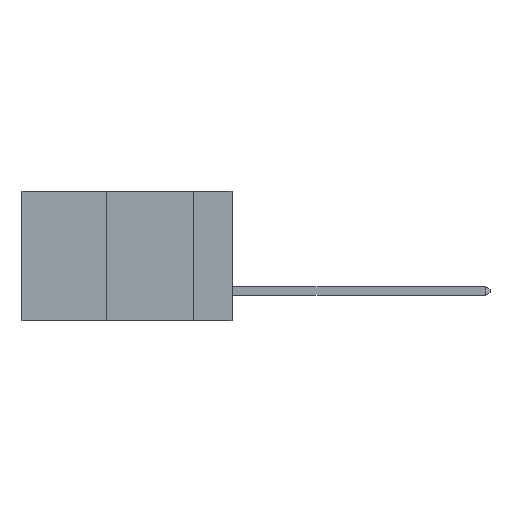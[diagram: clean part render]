
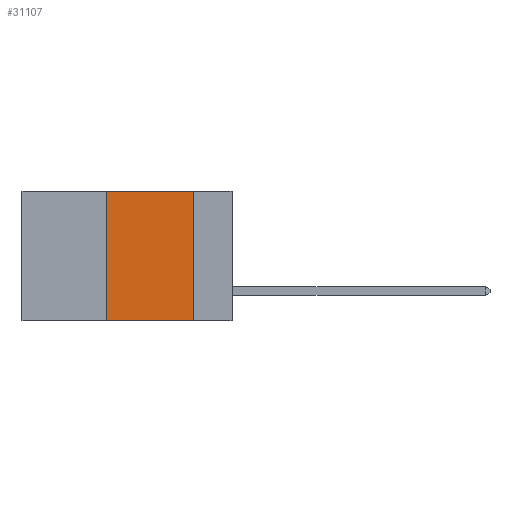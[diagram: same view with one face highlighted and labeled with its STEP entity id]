
A CAD part, left-side view. The second image highlights one B-rep face of the part: STEP entity #31107.
In plain terms, the highlighted planar face has unit normal (-1, 0, 0).
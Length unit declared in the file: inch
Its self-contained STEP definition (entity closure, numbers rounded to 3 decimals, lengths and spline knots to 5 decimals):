
#302 = DIRECTION ( 'NONE',  ( 0., -1., 0. ) ) ;
#563 = FACE_OUTER_BOUND ( 'NONE', #4974, .T. ) ;
#2649 = EDGE_CURVE ( 'NONE', #25180, #9651, #4056, .T. ) ;
#2783 = EDGE_CURVE ( 'NONE', #11323, #8596, #7445, .T. ) ;
#3367 = CARTESIAN_POINT ( 'NONE',  ( 0., 0.36, -0.37 ) ) ;
#4056 = LINE ( 'NONE', #24953, #35752 ) ;
#4974 = EDGE_LOOP ( 'NONE', ( #23885, #28223, #36952, #18424 ) ) ;
#5825 = EDGE_CURVE ( 'NONE', #8596, #9651, #38182, .T. ) ;
#6377 = DIRECTION ( 'NONE',  ( 0., 0., 1. ) ) ;
#7039 = CARTESIAN_POINT ( 'NONE',  ( 0., 0.36, 0. ) ) ;
#7142 = CARTESIAN_POINT ( 'NONE',  ( 0., 0.11, 0. ) ) ;
#7445 = LINE ( 'NONE', #10235, #30984 ) ;
#7918 = AXIS2_PLACEMENT_3D ( 'NONE', #29654, #11238, #32721 ) ;
#8175 = PLANE ( 'NONE',  #7918 ) ;
#8596 = VERTEX_POINT ( 'NONE', #7142 ) ;
#9651 = VERTEX_POINT ( 'NONE', #39551 ) ;
#10235 = CARTESIAN_POINT ( 'NONE',  ( 0., 0.6, 0. ) ) ;
#10869 = VECTOR ( 'NONE', #6377, 39.37008 ) ;
#11238 = DIRECTION ( 'NONE',  ( 1., 0., 0. ) ) ;
#11323 = VERTEX_POINT ( 'NONE', #7039 ) ;
#17895 = CARTESIAN_POINT ( 'NONE',  ( 0., 0.11, 0. ) ) ;
#18424 = ORIENTED_EDGE ( 'NONE', *, *, #2649, .T. ) ;
#20276 = EDGE_CURVE ( 'NONE', #25180, #11323, #27291, .T. ) ;
#21983 = VECTOR ( 'NONE', #33183, 39.37008 ) ;
#23885 = ORIENTED_EDGE ( 'NONE', *, *, #5825, .F. ) ;
#24953 = CARTESIAN_POINT ( 'NONE',  ( 0., 0.6, -0.37 ) ) ;
#25180 = VERTEX_POINT ( 'NONE', #3367 ) ;
#27291 = LINE ( 'NONE', #30952, #10869 ) ;
#28223 = ORIENTED_EDGE ( 'NONE', *, *, #2783, .F. ) ;
#28665 = DIRECTION ( 'NONE',  ( 0., -1., 0. ) ) ;
#29654 = CARTESIAN_POINT ( 'NONE',  ( 0., 0.6, 0. ) ) ;
#30952 = CARTESIAN_POINT ( 'NONE',  ( 0., 0.36, 0. ) ) ;
#30984 = VECTOR ( 'NONE', #28665, 39.37008 ) ;
#31107 = ADVANCED_FACE ( 'NONE', ( #563 ), #8175, .F. ) ;
#32721 = DIRECTION ( 'NONE',  ( 0., 0., -1. ) ) ;
#33183 = DIRECTION ( 'NONE',  ( 0., 0., -1. ) ) ;
#35752 = VECTOR ( 'NONE', #302, 39.37008 ) ;
#36952 = ORIENTED_EDGE ( 'NONE', *, *, #20276, .F. ) ;
#38182 = LINE ( 'NONE', #17895, #21983 ) ;
#39551 = CARTESIAN_POINT ( 'NONE',  ( 0., 0.11, -0.37 ) ) ;
